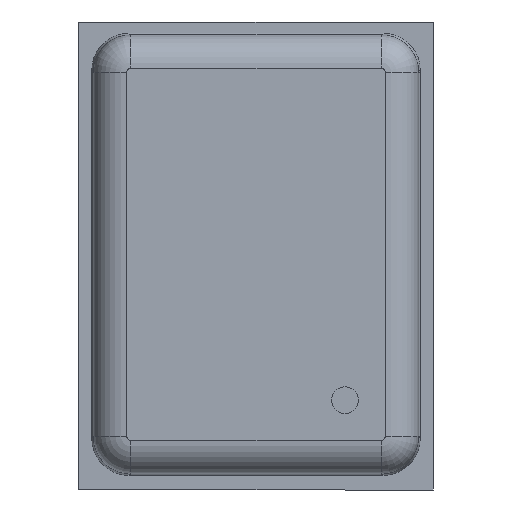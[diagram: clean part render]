
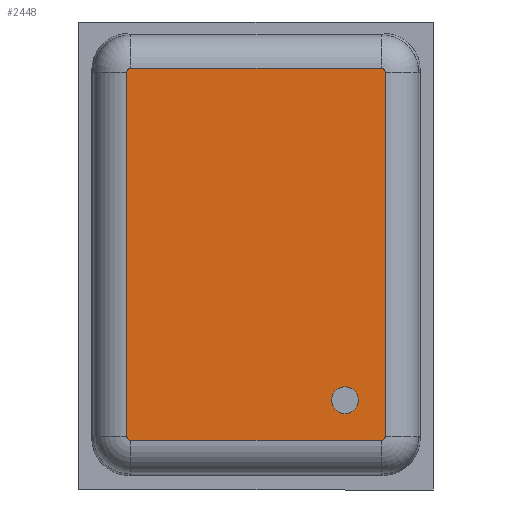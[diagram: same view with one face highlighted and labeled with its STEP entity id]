
A CAD part, front view. The second image highlights one B-rep face of the part: STEP entity #2448.
In plain terms, the highlighted planar face has unit normal (0, -1, 0).
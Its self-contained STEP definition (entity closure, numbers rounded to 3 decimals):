
#18 = CARTESIAN_POINT ( 'NONE',  ( 0.666, -0.715, 0.671 ) ) ;
#106 = VERTEX_POINT ( 'NONE', #4109 ) ;
#113 = DIRECTION ( 'NONE',  ( 0., 0., -1. ) ) ;
#201 = DIRECTION ( 'NONE',  ( 0., -1., 0. ) ) ;
#217 = CARTESIAN_POINT ( 'NONE',  ( 0.937, -0.715, 0.371 ) ) ;
#220 = DIRECTION ( 'NONE',  ( 0., 0., -1. ) ) ;
#318 = AXIS2_PLACEMENT_3D ( 'NONE', #2851, #1244, #2829 ) ;
#398 = CARTESIAN_POINT ( 'NONE',  ( 0.937, -0.715, 0.371 ) ) ;
#433 = CIRCLE ( 'NONE', #771, 0.1 ) ;
#527 = DIRECTION ( 'NONE',  ( 0., -1., 0. ) ) ;
#668 = VERTEX_POINT ( 'NONE', #3813 ) ;
#733 = AXIS2_PLACEMENT_3D ( 'NONE', #1438, #201, #872 ) ;
#771 = AXIS2_PLACEMENT_3D ( 'NONE', #2747, #1433, #2706 ) ;
#780 = CARTESIAN_POINT ( 'NONE',  ( 0.666, -0.715, 0.772 ) ) ;
#784 = ORIENTED_EDGE ( 'NONE', *, *, #942, .T. ) ;
#802 = PLANE ( 'NONE',  #943 ) ;
#872 = DIRECTION ( 'NONE',  ( 0., 0., -1. ) ) ;
#930 = CARTESIAN_POINT ( 'NONE',  ( -0.937, -0.715, 3.154 ) ) ;
#942 = EDGE_CURVE ( 'NONE', #1742, #2861, #3558, .T. ) ;
#943 = AXIS2_PLACEMENT_3D ( 'NONE', #2127, #527, #220 ) ;
#964 = EDGE_CURVE ( 'NONE', #668, #4020, #1082, .T. ) ;
#1064 = AXIS2_PLACEMENT_3D ( 'NONE', #18, #1306, #1684 ) ;
#1067 = EDGE_CURVE ( 'NONE', #2637, #668, #4139, .T. ) ;
#1082 = LINE ( 'NONE', #2374, #2359 ) ;
#1108 = CARTESIAN_POINT ( 'NONE',  ( 0.666, -0.715, 0.571 ) ) ;
#1114 = ORIENTED_EDGE ( 'NONE', *, *, #1460, .F. ) ;
#1140 = FACE_BOUND ( 'NONE', #2627, .T. ) ;
#1217 = EDGE_CURVE ( 'NONE', #1373, #2343, #3391, .T. ) ;
#1244 = DIRECTION ( 'NONE',  ( 0., -1., 0. ) ) ;
#1306 = DIRECTION ( 'NONE',  ( 0., -1., 0. ) ) ;
#1373 = VERTEX_POINT ( 'NONE', #3410 ) ;
#1433 = DIRECTION ( 'NONE',  ( 0., -1., 0. ) ) ;
#1438 = CARTESIAN_POINT ( 'NONE',  ( -0.937, -0.715, 3.125 ) ) ;
#1449 = EDGE_CURVE ( 'NONE', #106, #1742, #3394, .T. ) ;
#1460 = EDGE_CURVE ( 'NONE', #1683, #3875, #433, .T. ) ;
#1469 = EDGE_CURVE ( 'NONE', #2861, #1373, #2727, .T. ) ;
#1500 = CARTESIAN_POINT ( 'NONE',  ( 0.966, -0.715, 3.125 ) ) ;
#1574 = ORIENTED_EDGE ( 'NONE', *, *, #3153, .F. ) ;
#1582 = VECTOR ( 'NONE', #2089, 1000. ) ;
#1683 = VERTEX_POINT ( 'NONE', #1108 ) ;
#1684 = DIRECTION ( 'NONE',  ( 0., 0., -1. ) ) ;
#1722 = ORIENTED_EDGE ( 'NONE', *, *, #1217, .T. ) ;
#1742 = VERTEX_POINT ( 'NONE', #398 ) ;
#1902 = ORIENTED_EDGE ( 'NONE', *, *, #2697, .T. ) ;
#1992 = CARTESIAN_POINT ( 'NONE',  ( -0.937, -0.715, 0.401 ) ) ;
#2089 = DIRECTION ( 'NONE',  ( 1., 0., 0. ) ) ;
#2127 = CARTESIAN_POINT ( 'NONE',  ( 0., -0.715, 0. ) ) ;
#2298 = LINE ( 'NONE', #3562, #2601 ) ;
#2343 = VERTEX_POINT ( 'NONE', #2970 ) ;
#2355 = DIRECTION ( 'NONE',  ( 0., -1., 0. ) ) ;
#2359 = VECTOR ( 'NONE', #2930, 1000. ) ;
#2374 = CARTESIAN_POINT ( 'NONE',  ( -0.966, -0.715, 0.4 ) ) ;
#2448 = ADVANCED_FACE ( 'NONE', ( #1140, #3733 ), #802, .T. ) ;
#2476 = ORIENTED_EDGE ( 'NONE', *, *, #1067, .T. ) ;
#2601 = VECTOR ( 'NONE', #2941, 1000. ) ;
#2627 = EDGE_LOOP ( 'NONE', ( #1114, #1574 ) ) ;
#2637 = VERTEX_POINT ( 'NONE', #930 ) ;
#2650 = CARTESIAN_POINT ( 'NONE',  ( 0.937, -0.715, 0.4 ) ) ;
#2697 = EDGE_CURVE ( 'NONE', #4020, #106, #2704, .T. ) ;
#2704 = CIRCLE ( 'NONE', #3038, 0.029 ) ;
#2706 = DIRECTION ( 'NONE',  ( 0., 0., -1. ) ) ;
#2727 = LINE ( 'NONE', #1500, #2780 ) ;
#2747 = CARTESIAN_POINT ( 'NONE',  ( 0.666, -0.715, 0.671 ) ) ;
#2780 = VECTOR ( 'NONE', #3063, 1000. ) ;
#2829 = DIRECTION ( 'NONE',  ( 0., 0., -1. ) ) ;
#2851 = CARTESIAN_POINT ( 'NONE',  ( 0.937, -0.715, 3.125 ) ) ;
#2861 = VERTEX_POINT ( 'NONE', #3324 ) ;
#2930 = DIRECTION ( 'NONE',  ( 0., 0., -1. ) ) ;
#2941 = DIRECTION ( 'NONE',  ( -1., 0., 0. ) ) ;
#2970 = CARTESIAN_POINT ( 'NONE',  ( 0.937, -0.715, 3.154 ) ) ;
#2981 = DIRECTION ( 'NONE',  ( 0., 0., -1. ) ) ;
#3038 = AXIS2_PLACEMENT_3D ( 'NONE', #1992, #3248, #2981 ) ;
#3063 = DIRECTION ( 'NONE',  ( 0., 0., 1. ) ) ;
#3080 = ORIENTED_EDGE ( 'NONE', *, *, #1469, .T. ) ;
#3153 = EDGE_CURVE ( 'NONE', #3875, #1683, #3325, .T. ) ;
#3193 = EDGE_CURVE ( 'NONE', #2343, #2637, #2298, .T. ) ;
#3248 = DIRECTION ( 'NONE',  ( 0., -1., 0. ) ) ;
#3252 = EDGE_LOOP ( 'NONE', ( #1722, #3582, #2476, #3964, #1902, #3522, #784, #3080 ) ) ;
#3324 = CARTESIAN_POINT ( 'NONE',  ( 0.966, -0.715, 0.4 ) ) ;
#3325 = CIRCLE ( 'NONE', #1064, 0.1 ) ;
#3391 = CIRCLE ( 'NONE', #318, 0.029 ) ;
#3394 = LINE ( 'NONE', #217, #1582 ) ;
#3410 = CARTESIAN_POINT ( 'NONE',  ( 0.966, -0.715, 3.125 ) ) ;
#3522 = ORIENTED_EDGE ( 'NONE', *, *, #1449, .T. ) ;
#3558 = CIRCLE ( 'NONE', #4089, 0.029 ) ;
#3562 = CARTESIAN_POINT ( 'NONE',  ( -0.937, -0.715, 3.154 ) ) ;
#3582 = ORIENTED_EDGE ( 'NONE', *, *, #3193, .T. ) ;
#3733 = FACE_OUTER_BOUND ( 'NONE', #3252, .T. ) ;
#3813 = CARTESIAN_POINT ( 'NONE',  ( -0.966, -0.715, 3.125 ) ) ;
#3875 = VERTEX_POINT ( 'NONE', #780 ) ;
#3964 = ORIENTED_EDGE ( 'NONE', *, *, #964, .T. ) ;
#4020 = VERTEX_POINT ( 'NONE', #4048 ) ;
#4048 = CARTESIAN_POINT ( 'NONE',  ( -0.966, -0.715, 0.401 ) ) ;
#4089 = AXIS2_PLACEMENT_3D ( 'NONE', #2650, #2355, #113 ) ;
#4109 = CARTESIAN_POINT ( 'NONE',  ( -0.937, -0.715, 0.372 ) ) ;
#4139 = CIRCLE ( 'NONE', #733, 0.029 ) ;
